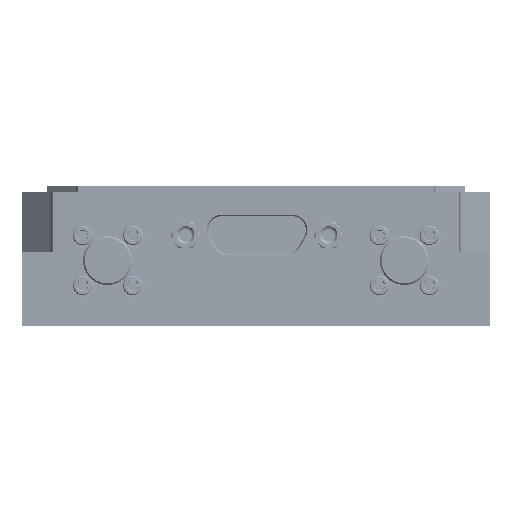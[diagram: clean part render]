
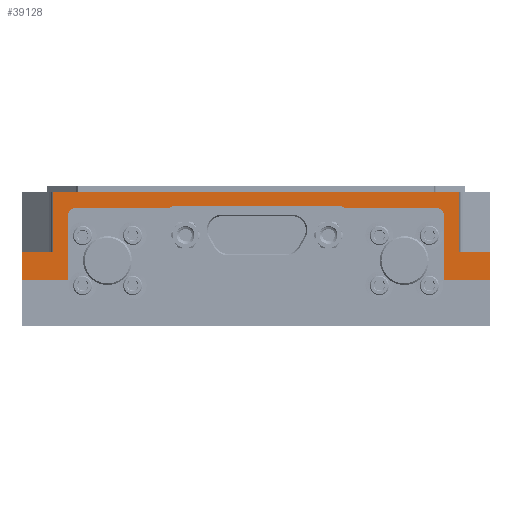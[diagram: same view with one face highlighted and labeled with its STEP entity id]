
A CAD part, left-side view. The second image highlights one B-rep face of the part: STEP entity #39128.
In plain terms, the highlighted planar face has unit normal (-1, 0, 0).
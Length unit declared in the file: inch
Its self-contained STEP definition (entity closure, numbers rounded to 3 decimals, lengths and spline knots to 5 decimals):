
#72 = CARTESIAN_POINT ( 'NONE',  ( -1.17, 1.36, 0.532 ) ) ;
#180 = CARTESIAN_POINT ( 'NONE',  ( -1.17, -0.98, 0.532 ) ) ;
#1237 = VERTEX_POINT ( 'NONE', #107889 ) ;
#2467 = ORIENTED_EDGE ( 'NONE', *, *, #55181, .F. ) ;
#3852 = CARTESIAN_POINT ( 'NONE',  ( -1.17, 1.36, 0.532 ) ) ;
#4639 = LINE ( 'NONE', #33352, #76762 ) ;
#5243 = DIRECTION ( 'NONE',  ( 0., 1., 0. ) ) ;
#6736 = EDGE_CURVE ( 'NONE', #89234, #97891, #24789, .T. ) ;
#7160 = DIRECTION ( 'NONE',  ( 0., -1., 0. ) ) ;
#8752 = LINE ( 'NONE', #180, #60699 ) ;
#8912 = VECTOR ( 'NONE', #25388, 39.37008 ) ;
#10123 = ORIENTED_EDGE ( 'NONE', *, *, #66073, .F. ) ;
#10280 = VERTEX_POINT ( 'NONE', #44152 ) ;
#10632 = ORIENTED_EDGE ( 'NONE', *, *, #47473, .F. ) ;
#11721 = CARTESIAN_POINT ( 'NONE',  ( -1.17, -0.98, 0.212 ) ) ;
#12935 = LINE ( 'NONE', #11721, #72969 ) ;
#14322 = LINE ( 'NONE', #109295, #117425 ) ;
#15725 = LINE ( 'NONE', #34655, #35435 ) ;
#16517 = ORIENTED_EDGE ( 'NONE', *, *, #44651, .T. ) ;
#18889 = CARTESIAN_POINT ( 'NONE',  ( -1.17, -0.98, 0.352 ) ) ;
#20538 = ORIENTED_EDGE ( 'NONE', *, *, #97919, .F. ) ;
#20553 = DIRECTION ( 'NONE',  ( 0., 0., 1. ) ) ;
#20929 = CARTESIAN_POINT ( 'NONE',  ( -1.17, 1.36, 0.212 ) ) ;
#22327 = VECTOR ( 'NONE', #34349, 39.37008 ) ;
#22335 = ORIENTED_EDGE ( 'NONE', *, *, #6736, .T. ) ;
#22607 = DIRECTION ( 'NONE',  ( 0., 1., 0. ) ) ;
#23336 = VERTEX_POINT ( 'NONE', #86967 ) ;
#24789 = LINE ( 'NONE', #99594, #8912 ) ;
#25388 = DIRECTION ( 'NONE',  ( 0., 0., -1. ) ) ;
#29462 = CARTESIAN_POINT ( 'NONE',  ( -1.17, 1.132, 0.528 ) ) ;
#30732 = EDGE_CURVE ( 'NONE', #10280, #110751, #70439, .T. ) ;
#30743 = DIRECTION ( 'NONE',  ( -1., 0., 0. ) ) ;
#31235 = DIRECTION ( 'NONE',  ( 0., 1., 0. ) ) ;
#31336 = AXIS2_PLACEMENT_3D ( 'NONE', #72157, #89958, #22607 ) ;
#31849 = ORIENTED_EDGE ( 'NONE', *, *, #49906, .F. ) ;
#32913 = CARTESIAN_POINT ( 'NONE',  ( -1.17, -0.752, 0.212 ) ) ;
#33352 = CARTESIAN_POINT ( 'NONE',  ( -1.17, -0.706, 0.574 ) ) ;
#33612 = CARTESIAN_POINT ( 'NONE',  ( -1.17, -0.752, 0.528 ) ) ;
#33745 = CARTESIAN_POINT ( 'NONE',  ( -1.17, 1.132, 0.212 ) ) ;
#34349 = DIRECTION ( 'NONE',  ( 0., 0., -1. ) ) ;
#34468 = DIRECTION ( 'NONE',  ( 0., 1., 0. ) ) ;
#34655 = CARTESIAN_POINT ( 'NONE',  ( -1.17, 1.36, 0.352 ) ) ;
#35435 = VECTOR ( 'NONE', #7160, 39.37008 ) ;
#37607 = CARTESIAN_POINT ( 'NONE',  ( -1.17, -0.827, 0.352 ) ) ;
#38187 = EDGE_CURVE ( 'NONE', #106684, #68747, #80303, .T. ) ;
#38765 = VERTEX_POINT ( 'NONE', #55520 ) ;
#38861 = CARTESIAN_POINT ( 'NONE',  ( -1.17, -0.98, 0.352 ) ) ;
#39128 = ADVANCED_FACE ( 'NONE', ( #104356 ), #57791, .F. ) ;
#39956 = CARTESIAN_POINT ( 'NONE',  ( -1.17, -0.706, 0.528 ) ) ;
#43888 = VECTOR ( 'NONE', #20553, 39.37008 ) ;
#44152 = CARTESIAN_POINT ( 'NONE',  ( -1.17, 1.086, 0.574 ) ) ;
#44651 = EDGE_CURVE ( 'NONE', #23336, #82616, #74752, .T. ) ;
#47473 = EDGE_CURVE ( 'NONE', #91493, #38765, #8752, .T. ) ;
#48228 = ORIENTED_EDGE ( 'NONE', *, *, #57405, .F. ) ;
#48241 = ORIENTED_EDGE ( 'NONE', *, *, #80754, .F. ) ;
#49151 = VECTOR ( 'NONE', #102933, 39.37008 ) ;
#49906 = EDGE_CURVE ( 'NONE', #68747, #10280, #4639, .T. ) ;
#50662 = VERTEX_POINT ( 'NONE', #32913 ) ;
#52199 = EDGE_CURVE ( 'NONE', #50662, #106684, #83073, .T. ) ;
#55181 = EDGE_CURVE ( 'NONE', #89234, #1237, #93086, .T. ) ;
#55298 = DIRECTION ( 'NONE',  ( 0., 0., -1. ) ) ;
#55520 = CARTESIAN_POINT ( 'NONE',  ( -1.17, -0.98, 0.212 ) ) ;
#56200 = LINE ( 'NONE', #112019, #99502 ) ;
#56360 = CARTESIAN_POINT ( 'NONE',  ( -1.17, 1.207, 0.652 ) ) ;
#56406 = DIRECTION ( 'NONE',  ( 0., 0., -1. ) ) ;
#56890 = LINE ( 'NONE', #18889, #69008 ) ;
#57405 = EDGE_CURVE ( 'NONE', #23336, #97891, #15725, .T. ) ;
#57791 = PLANE ( 'NONE',  #96130 ) ;
#60699 = VECTOR ( 'NONE', #55298, 39.37008 ) ;
#60889 = CARTESIAN_POINT ( 'NONE',  ( -1.17, 1.207, 0.352 ) ) ;
#62411 = EDGE_CURVE ( 'NONE', #110751, #99534, #99970, .T. ) ;
#66073 = EDGE_CURVE ( 'NONE', #38765, #50662, #12935, .T. ) ;
#68747 = VERTEX_POINT ( 'NONE', #89085 ) ;
#69008 = VECTOR ( 'NONE', #111418, 39.37008 ) ;
#70439 = CIRCLE ( 'NONE', #31336, 0.046 ) ;
#70756 = VERTEX_POINT ( 'NONE', #37607 ) ;
#72157 = CARTESIAN_POINT ( 'NONE',  ( -1.17, 1.086, 0.528 ) ) ;
#72969 = VECTOR ( 'NONE', #31235, 39.37008 ) ;
#74752 = LINE ( 'NONE', #72, #76086 ) ;
#76086 = VECTOR ( 'NONE', #56406, 39.37008 ) ;
#76141 = DIRECTION ( 'NONE',  ( 1., 0., 0. ) ) ;
#76762 = VECTOR ( 'NONE', #5243, 39.37008 ) ;
#79122 = ORIENTED_EDGE ( 'NONE', *, *, #38187, .F. ) ;
#80303 = CIRCLE ( 'NONE', #105779, 0.046 ) ;
#80754 = EDGE_CURVE ( 'NONE', #1237, #70756, #56200, .T. ) ;
#82616 = VERTEX_POINT ( 'NONE', #20929 ) ;
#83073 = LINE ( 'NONE', #94088, #43888 ) ;
#85603 = CARTESIAN_POINT ( 'NONE',  ( -1.17, 1.207, 0.652 ) ) ;
#86380 = ORIENTED_EDGE ( 'NONE', *, *, #114597, .F. ) ;
#86967 = CARTESIAN_POINT ( 'NONE',  ( -1.17, 1.36, 0.352 ) ) ;
#89085 = CARTESIAN_POINT ( 'NONE',  ( -1.17, -0.706, 0.574 ) ) ;
#89234 = VERTEX_POINT ( 'NONE', #85603 ) ;
#89958 = DIRECTION ( 'NONE',  ( -1., 0., 0. ) ) ;
#91493 = VERTEX_POINT ( 'NONE', #38861 ) ;
#92941 = ORIENTED_EDGE ( 'NONE', *, *, #52199, .F. ) ;
#93086 = LINE ( 'NONE', #56360, #49151 ) ;
#93901 = DIRECTION ( 'NONE',  ( 0., -1., 0. ) ) ;
#94088 = CARTESIAN_POINT ( 'NONE',  ( -1.17, -0.752, 0.212 ) ) ;
#94554 = ORIENTED_EDGE ( 'NONE', *, *, #30732, .F. ) ;
#96130 = AXIS2_PLACEMENT_3D ( 'NONE', #3852, #76141, #96969 ) ;
#96969 = DIRECTION ( 'NONE',  ( 0., 1., 0. ) ) ;
#97891 = VERTEX_POINT ( 'NONE', #60889 ) ;
#97919 = EDGE_CURVE ( 'NONE', #99534, #82616, #14322, .T. ) ;
#99502 = VECTOR ( 'NONE', #111406, 39.37008 ) ;
#99534 = VERTEX_POINT ( 'NONE', #107205 ) ;
#99594 = CARTESIAN_POINT ( 'NONE',  ( -1.17, 1.207, 0.602 ) ) ;
#99970 = LINE ( 'NONE', #33745, #22327 ) ;
#100472 = EDGE_LOOP ( 'NONE', ( #20538, #112572, #94554, #31849, #79122, #92941, #10123, #10632, #86380, #48241, #2467, #22335, #48228, #16517 ) ) ;
#102933 = DIRECTION ( 'NONE',  ( 0., -1., 0. ) ) ;
#104356 = FACE_OUTER_BOUND ( 'NONE', #100472, .T. ) ;
#105779 = AXIS2_PLACEMENT_3D ( 'NONE', #39956, #30743, #93901 ) ;
#106684 = VERTEX_POINT ( 'NONE', #33612 ) ;
#107205 = CARTESIAN_POINT ( 'NONE',  ( -1.17, 1.132, 0.212 ) ) ;
#107889 = CARTESIAN_POINT ( 'NONE',  ( -1.17, -0.827, 0.652 ) ) ;
#109295 = CARTESIAN_POINT ( 'NONE',  ( -1.17, -0.98, 0.212 ) ) ;
#110751 = VERTEX_POINT ( 'NONE', #29462 ) ;
#111406 = DIRECTION ( 'NONE',  ( 0., 0., -1. ) ) ;
#111418 = DIRECTION ( 'NONE',  ( 0., -1., 0. ) ) ;
#112019 = CARTESIAN_POINT ( 'NONE',  ( -1.17, -0.827, 0.68332 ) ) ;
#112572 = ORIENTED_EDGE ( 'NONE', *, *, #62411, .F. ) ;
#114597 = EDGE_CURVE ( 'NONE', #70756, #91493, #56890, .T. ) ;
#117425 = VECTOR ( 'NONE', #34468, 39.37008 ) ;
